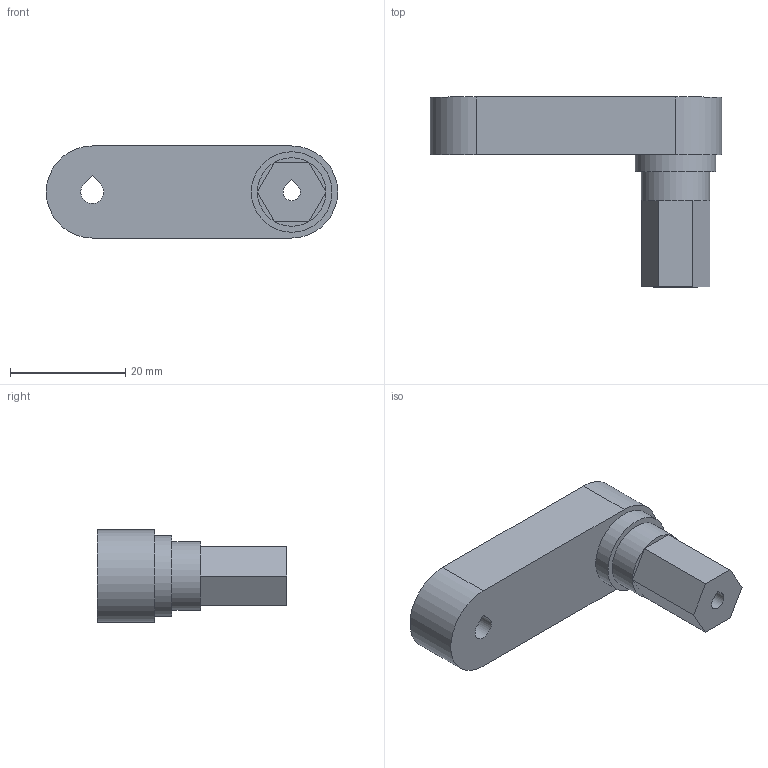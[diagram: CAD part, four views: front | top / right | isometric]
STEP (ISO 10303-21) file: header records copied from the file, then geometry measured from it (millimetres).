
FILE_DESCRIPTION(('STEP AP203'), '1');
FILE_NAME('ðû÷àã îïîðíîãî êàòêà', '', ('UNSPECIFIED'), ('UNSPECIFIED'), 'C3D Converter', 'C3D Toolkit', '');
FILE_SCHEMA(('CONFIG_CONTROL_DESIGN'));
Length unit declared in the file: millimetre
Bounding box: 50.64 x 33 x 16 mm (x, y, z)
Volume: 9567.2 mm3; surface area: 3985 mm2
Topology: 1 solids, 1 shells, 28 faces, 59 edges, 35 vertices
Faces by surface type: plane 22, cylinder 6
Full cylindrical faces by diameter (mm): 11.9 x1, 14 x1
Entity records: 774 total; most frequent: DIRECTION 132, CARTESIAN_POINT 121, ORIENTED_EDGE 114, EDGE_CURVE 57, AXIS2_PLACEMENT_3D 46, LINE 40, VECTOR 40, EDGE_LOOP 36
